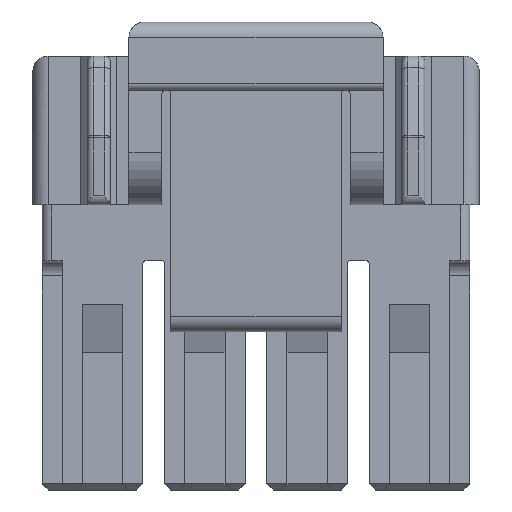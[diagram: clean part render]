
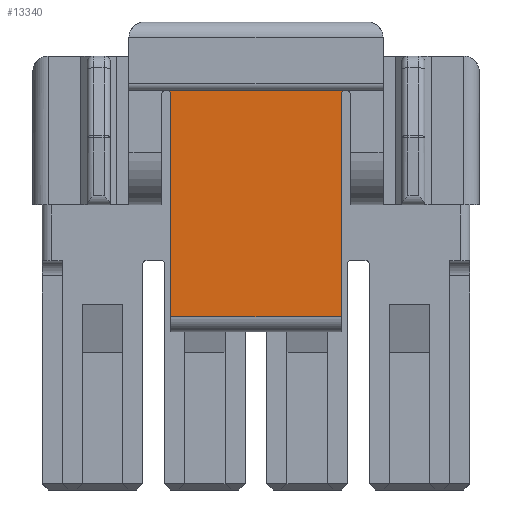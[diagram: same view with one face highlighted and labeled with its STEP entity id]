
A CAD part, front view. The second image highlights one B-rep face of the part: STEP entity #13340.
In plain terms, the highlighted planar face has unit normal (0, -1, -0.013).
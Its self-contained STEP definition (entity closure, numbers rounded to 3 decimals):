
#450=CARTESIAN_POINT('',(2.75,-4.256,
5.594));
#460=VERTEX_POINT('',#450);
#490=CARTESIAN_POINT('',(2.75,-4.174,
-0.848));
#500=DIRECTION('',(0.,0.013,-1.));
#510=VECTOR('',#500,1.);
#520=LINE('',#490,#510);
#530=CARTESIAN_POINT('',(2.75,-4.348,12.75));
#540=VERTEX_POINT('',#530);
#550=EDGE_CURVE('',#540,#460,#520,.T.);
#3100=CARTESIAN_POINT('',(2.9,-4.35,12.9));
#3110=VERTEX_POINT('',#3100);
#3140=CARTESIAN_POINT('',(-4.393,-4.35,12.9));
#3150=DIRECTION('',(1.,0.,-0.));
#3160=VECTOR('',#3150,1.);
#3170=LINE('',#3140,#3160);
#3180=CARTESIAN_POINT('',(-2.9,-4.35,12.9));
#3190=VERTEX_POINT('',#3180);
#3200=EDGE_CURVE('',#3190,#3110,#3170,.T.);
#10270=CARTESIAN_POINT('',(2.9,-4.35,12.9));
#10280=CARTESIAN_POINT('',(2.89,-4.35,12.9));
#10290=CARTESIAN_POINT('',(2.88,-4.35,
12.899));
#10300=CARTESIAN_POINT('',(2.861,-4.35,
12.895));
#10310=CARTESIAN_POINT('',(2.852,-4.35,
12.892));
#10320=CARTESIAN_POINT('',(2.834,-4.35,
12.885));
#10330=CARTESIAN_POINT('',(2.825,-4.35,
12.88));
#10340=CARTESIAN_POINT('',(2.809,-4.35,
12.869));
#10350=CARTESIAN_POINT('',(2.801,-4.35,
12.863));
#10360=CARTESIAN_POINT('',(2.787,-4.349,
12.849));
#10370=CARTESIAN_POINT('',(2.781,-4.349,
12.841));
#10380=CARTESIAN_POINT('',(2.77,-4.349,
12.825));
#10390=CARTESIAN_POINT('',(2.765,-4.349,
12.816));
#10400=CARTESIAN_POINT('',(2.758,-4.349,
12.798));
#10410=CARTESIAN_POINT('',(2.755,-4.349,
12.789));
#10420=CARTESIAN_POINT('',(2.751,-4.348,
12.77));
#10430=CARTESIAN_POINT('',(2.75,-4.348,
12.76));
#10440=CARTESIAN_POINT('',(2.75,-4.348,12.75));
#10450=B_SPLINE_CURVE_WITH_KNOTS('',3,(#10270,#10280,#10290,#10300,
#10310,#10320,#10330,#10340,#10350,#10360,#10370,#10380,#10390,#10400,
#10410,#10420,#10430,#10440),.UNSPECIFIED.,.F.,.F.,(4,2,2,2,2,2,2,2,4),(
0.,0.029,0.059,0.088,
0.118,0.148,0.177,0.207,
0.236),.UNSPECIFIED.);
#10460=EDGE_CURVE('',#3110,#540,#10450,.T.);
#11380=CARTESIAN_POINT('',(-2.75,-4.348,12.75));
#11390=VERTEX_POINT('',#11380);
#11570=CARTESIAN_POINT('',(-2.75,-4.348,12.75));
#11580=CARTESIAN_POINT('',(-2.75,-4.348,
12.76));
#11590=CARTESIAN_POINT('',(-2.751,-4.348,
12.77));
#11600=CARTESIAN_POINT('',(-2.755,-4.349,
12.789));
#11610=CARTESIAN_POINT('',(-2.758,-4.349,
12.798));
#11620=CARTESIAN_POINT('',(-2.765,-4.349,
12.816));
#11630=CARTESIAN_POINT('',(-2.77,-4.349,
12.825));
#11640=CARTESIAN_POINT('',(-2.781,-4.349,
12.841));
#11650=CARTESIAN_POINT('',(-2.787,-4.349,
12.849));
#11660=CARTESIAN_POINT('',(-2.801,-4.35,
12.863));
#11670=CARTESIAN_POINT('',(-2.809,-4.35,
12.869));
#11680=CARTESIAN_POINT('',(-2.825,-4.35,
12.88));
#11690=CARTESIAN_POINT('',(-2.834,-4.35,
12.885));
#11700=CARTESIAN_POINT('',(-2.852,-4.35,
12.892));
#11710=CARTESIAN_POINT('',(-2.861,-4.35,
12.895));
#11720=CARTESIAN_POINT('',(-2.88,-4.35,
12.899));
#11730=CARTESIAN_POINT('',(-2.89,-4.35,12.9));
#11740=CARTESIAN_POINT('',(-2.9,-4.35,12.9));
#11750=B_SPLINE_CURVE_WITH_KNOTS('',3,(#11570,#11580,#11590,#11600,
#11610,#11620,#11630,#11640,#11650,#11660,#11670,#11680,#11690,#11700,
#11710,#11720,#11730,#11740),.UNSPECIFIED.,.F.,.F.,(4,2,2,2,2,2,2,2,4),(
0.,0.03,0.059,0.089,
0.118,0.148,0.177,0.207,
0.236),.UNSPECIFIED.);
#11760=EDGE_CURVE('',#11390,#3190,#11750,.T.);
#11870=CARTESIAN_POINT('',(-2.75,-4.174,
-0.848));
#11880=DIRECTION('',(0.,-0.013,1.));
#11890=VECTOR('',#11880,1.);
#11900=LINE('',#11870,#11890);
#11910=CARTESIAN_POINT('',(-2.75,-4.256,
5.594));
#11920=VERTEX_POINT('',#11910);
#11930=EDGE_CURVE('',#11920,#11390,#11900,.T.);
#13160=CARTESIAN_POINT('',(3.045,-4.254,
5.411));
#13170=DIRECTION('',(-0.,-1.,-0.013));
#13180=DIRECTION('',(0.,-0.013,1.));
#13190=AXIS2_PLACEMENT_3D('',#13160,#13170,#13180);
#13200=PLANE('',#13190);
#13210=ORIENTED_EDGE('',*,*,#10460,.F.);
#13220=ORIENTED_EDGE('',*,*,#550,.F.);
#13230=CARTESIAN_POINT('',(-2.75,-4.256,
5.594));
#13240=DIRECTION('',(1.,0.,0.));
#13250=VECTOR('',#13240,1.);
#13260=LINE('',#13230,#13250);
#13270=EDGE_CURVE('',#11920,#460,#13260,.T.);
#13280=ORIENTED_EDGE('',*,*,#13270,.T.);
#13290=ORIENTED_EDGE('',*,*,#11930,.F.);
#13300=ORIENTED_EDGE('',*,*,#11760,.F.);
#13310=ORIENTED_EDGE('',*,*,#3200,.F.);
#13320=EDGE_LOOP('',(#13310,#13300,#13290,#13280,#13220,#13210));
#13330=FACE_OUTER_BOUND('',#13320,.T.);
#13340=ADVANCED_FACE('',(#13330),#13200,.T.);
